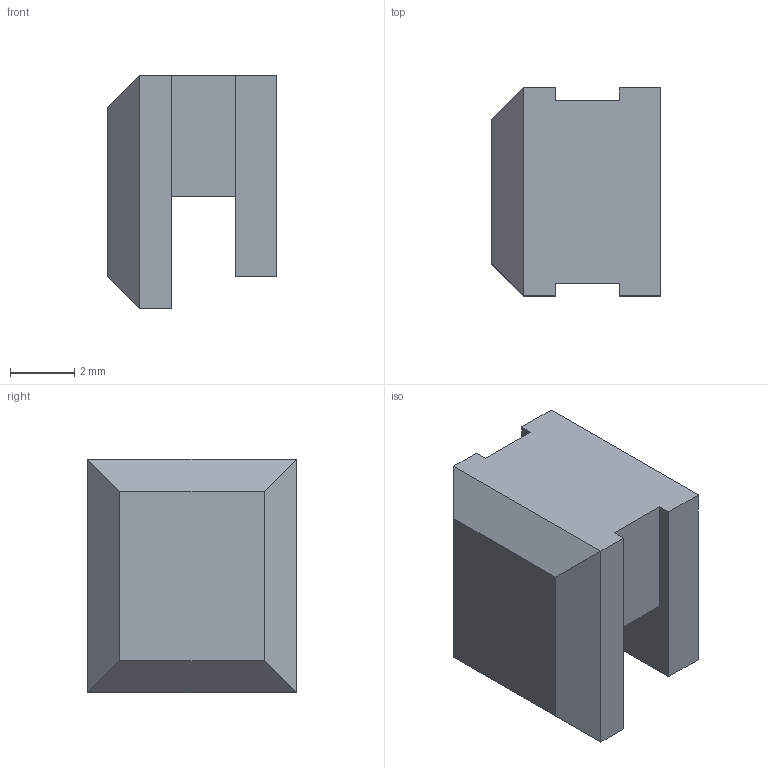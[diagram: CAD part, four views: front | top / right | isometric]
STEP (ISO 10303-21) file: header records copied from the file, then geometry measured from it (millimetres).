
FILE_DESCRIPTION(('FreeCAD Model'),'2;1');
FILE_NAME('Open CASCADE Shape Model','2026-01-09T20:45:53',(''),(''), 'Open CASCADE STEP processor 7.8','FreeCAD','Unknown');
FILE_SCHEMA(('AUTOMOTIVE_DESIGN { 1 0 10303 214 1 1 1 1 }'));
Length unit declared in the file: millimetre
Products named in the file (1): side-buttons
Bounding box: 5.3 x 6.5 x 7.3 mm (x, y, z)
Volume: 179.1 mm3; surface area: 242.3 mm2
Topology: 1 solids, 1 shells, 18 faces, 44 edges, 28 vertices
Faces by surface type: plane 18
Entity records: 538 total; most frequent: CARTESIAN_POINT 91, ORIENTED_EDGE 88, DIRECTION 82, EDGE_CURVE 44, LINE 44, VECTOR 44, VERTEX_POINT 28, AXIS2_PLACEMENT_3D 19
